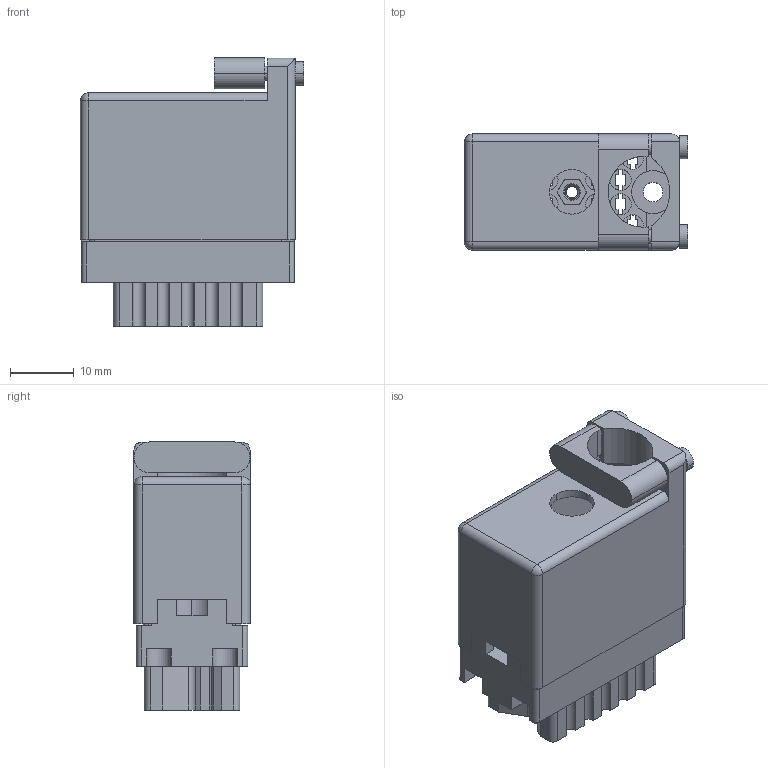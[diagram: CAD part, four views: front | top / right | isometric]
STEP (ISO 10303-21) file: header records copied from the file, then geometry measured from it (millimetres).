
FILE_DESCRIPTION (( 'STEP AP203' ), '1' );
FILE_NAME ('516-020-000-266.STEP', '2020-03-04T16:10:59', ( '' ), ( '' ), 'SwSTEP 2.0', 'SolidWorks 2016', '' );
FILE_SCHEMA (( 'CONFIG_CONTROL_DESIGN' ));
Length unit declared in the file: inch
Products named in the file (4): 516-252-025-100_516-252-025-100; 516-020-000-266; 516-230-001_Metal - 020 Top Entry; 516 Part Receptacle_020
Assembly tree (3 placements, depth 2):
  516-020-000-266
    516 Part Receptacle_020
    516-230-001_Metal - 020 Top Entry
    516-252-025-100_516-252-025-100
Bounding box: 34.92 x 18.16 x 41.96 mm (x, y, z)
Volume: 8909.3 mm3; surface area: 14517.2 mm2
Topology: 3 solids, 3 shells, 730 faces, 2119 edges, 1403 vertices
Faces by surface type: plane 457, cylinder 257, cone 11, bspline 3, sphere 2
Entity records: 27187 total; most frequent: CARTESIAN_POINT 7010, ORIENTED_EDGE 4234, DIRECTION 4082, EDGE_CURVE 2117, LINE 1494, VECTOR 1494, VERTEX_POINT 1403, AXIS2_PLACEMENT_3D 1294
